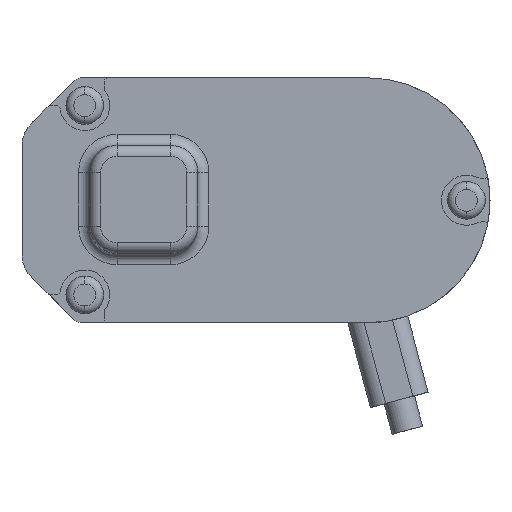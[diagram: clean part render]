
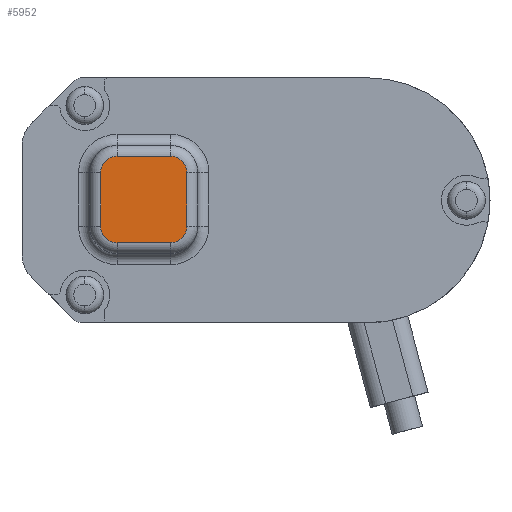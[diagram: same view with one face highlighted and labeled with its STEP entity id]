
A CAD part, front view. The second image highlights one B-rep face of the part: STEP entity #5952.
In plain terms, the highlighted planar face has unit normal (0, -1, 0).
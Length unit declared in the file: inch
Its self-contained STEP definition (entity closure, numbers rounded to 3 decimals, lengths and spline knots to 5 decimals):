
#171 = ORIENTED_EDGE ( 'NONE', *, *, #7434, .T. ) ;
#371 = EDGE_CURVE ( 'NONE', #9858, #7035, #5102, .T. ) ;
#442 = EDGE_CURVE ( 'NONE', #3620, #2480, #4960, .T. ) ;
#452 = CARTESIAN_POINT ( 'NONE',  ( 0.605, -0.75, -0.945 ) ) ;
#1386 = DIRECTION ( 'NONE',  ( 0., 0., -1. ) ) ;
#1461 = EDGE_CURVE ( 'NONE', #6435, #9858, #6747, .T. ) ;
#1503 = CARTESIAN_POINT ( 'NONE',  ( 0.5, -0.75, -0.945 ) ) ;
#2294 = CARTESIAN_POINT ( 'NONE',  ( 0.945, -0.75, -0.5 ) ) ;
#2361 = ORIENTED_EDGE ( 'NONE', *, *, #11449, .T. ) ;
#2436 = LINE ( 'NONE', #5029, #4578 ) ;
#2440 = DIRECTION ( 'NONE',  ( 0., -1., 0. ) ) ;
#2480 = VERTEX_POINT ( 'NONE', #2294 ) ;
#2487 = CARTESIAN_POINT ( 'NONE',  ( 0.605, -0.75, -0.605 ) ) ;
#2811 = CIRCLE ( 'NONE', #5121, 0.105 ) ;
#3223 = ORIENTED_EDGE ( 'NONE', *, *, #9753, .T. ) ;
#3292 = DIRECTION ( 'NONE',  ( 0., 0., -1. ) ) ;
#3407 = DIRECTION ( 'NONE',  ( 0., 0., -1. ) ) ;
#3620 = VERTEX_POINT ( 'NONE', #7112 ) ;
#3652 = ORIENTED_EDGE ( 'NONE', *, *, #4151, .T. ) ;
#3704 = CARTESIAN_POINT ( 'NONE',  ( 0.5, -0.75, -0.605 ) ) ;
#3886 = VECTOR ( 'NONE', #10959, 39.37008 ) ;
#3982 = CARTESIAN_POINT ( 'NONE',  ( 0.945, -0.75, -1.05 ) ) ;
#4151 = EDGE_CURVE ( 'NONE', #2480, #9308, #2436, .T. ) ;
#4294 = FACE_OUTER_BOUND ( 'NONE', #4346, .T. ) ;
#4346 = EDGE_LOOP ( 'NONE', ( #5472, #3652, #6329, #2361, #171, #7475, #7761, #3223 ) ) ;
#4578 = VECTOR ( 'NONE', #11368, 39.37008 ) ;
#4628 = CARTESIAN_POINT ( 'NONE',  ( 1.05, -0.75, -0.605 ) ) ;
#4826 = CARTESIAN_POINT ( 'NONE',  ( 0.945, -0.75, -1.05 ) ) ;
#4960 = CIRCLE ( 'NONE', #6670, 0.105 ) ;
#5029 = CARTESIAN_POINT ( 'NONE',  ( 0.605, -0.75, -0.5 ) ) ;
#5102 = CIRCLE ( 'NONE', #10552, 0.105 ) ;
#5121 = AXIS2_PLACEMENT_3D ( 'NONE', #7883, #2440, #8786 ) ;
#5472 = ORIENTED_EDGE ( 'NONE', *, *, #442, .T. ) ;
#5609 = DIRECTION ( 'NONE',  ( 0., -1., 0. ) ) ;
#5807 = DIRECTION ( 'NONE',  ( 0., 0., -1. ) ) ;
#5842 = DIRECTION ( 'NONE',  ( 0., -1., 0. ) ) ;
#5952 = ADVANCED_FACE ( 'NONE', ( #4294 ), #9717, .T. ) ;
#6329 = ORIENTED_EDGE ( 'NONE', *, *, #8988, .T. ) ;
#6331 = AXIS2_PLACEMENT_3D ( 'NONE', #452, #6845, #1386 ) ;
#6435 = VERTEX_POINT ( 'NONE', #11232 ) ;
#6600 = LINE ( 'NONE', #7826, #9018 ) ;
#6670 = AXIS2_PLACEMENT_3D ( 'NONE', #10445, #5842, #5807 ) ;
#6747 = LINE ( 'NONE', #3982, #8866 ) ;
#6845 = DIRECTION ( 'NONE',  ( 0., -1., 0. ) ) ;
#6986 = CARTESIAN_POINT ( 'NONE',  ( 1.05, -0.75, -0.945 ) ) ;
#7035 = VERTEX_POINT ( 'NONE', #6986 ) ;
#7112 = CARTESIAN_POINT ( 'NONE',  ( 1.05, -0.75, -0.605 ) ) ;
#7218 = CARTESIAN_POINT ( 'NONE',  ( 0.605, -0.75, -0.5 ) ) ;
#7434 = EDGE_CURVE ( 'NONE', #9597, #6435, #8034, .T. ) ;
#7475 = ORIENTED_EDGE ( 'NONE', *, *, #1461, .T. ) ;
#7761 = ORIENTED_EDGE ( 'NONE', *, *, #371, .T. ) ;
#7826 = CARTESIAN_POINT ( 'NONE',  ( 0.5, -0.75, -0.945 ) ) ;
#7883 = CARTESIAN_POINT ( 'NONE',  ( 0.605, -0.75, -0.605 ) ) ;
#8034 = CIRCLE ( 'NONE', #6331, 0.105 ) ;
#8786 = DIRECTION ( 'NONE',  ( 0., 0., -1. ) ) ;
#8822 = DIRECTION ( 'NONE',  ( 0., -1., 0. ) ) ;
#8866 = VECTOR ( 'NONE', #8918, 39.37008 ) ;
#8918 = DIRECTION ( 'NONE',  ( 1., 0., 0. ) ) ;
#8988 = EDGE_CURVE ( 'NONE', #9308, #10150, #2811, .T. ) ;
#9018 = VECTOR ( 'NONE', #3292, 39.37008 ) ;
#9308 = VERTEX_POINT ( 'NONE', #7218 ) ;
#9597 = VERTEX_POINT ( 'NONE', #1503 ) ;
#9717 = PLANE ( 'NONE',  #11496 ) ;
#9753 = EDGE_CURVE ( 'NONE', #7035, #3620, #10829, .T. ) ;
#9858 = VERTEX_POINT ( 'NONE', #4826 ) ;
#10150 = VERTEX_POINT ( 'NONE', #3704 ) ;
#10445 = CARTESIAN_POINT ( 'NONE',  ( 0.945, -0.75, -0.605 ) ) ;
#10552 = AXIS2_PLACEMENT_3D ( 'NONE', #11211, #5609, #11123 ) ;
#10829 = LINE ( 'NONE', #4628, #3886 ) ;
#10959 = DIRECTION ( 'NONE',  ( 0., 0., 1. ) ) ;
#11123 = DIRECTION ( 'NONE',  ( 0., 0., -1. ) ) ;
#11211 = CARTESIAN_POINT ( 'NONE',  ( 0.945, -0.75, -0.945 ) ) ;
#11232 = CARTESIAN_POINT ( 'NONE',  ( 0.605, -0.75, -1.05 ) ) ;
#11368 = DIRECTION ( 'NONE',  ( -1., 0., 0. ) ) ;
#11449 = EDGE_CURVE ( 'NONE', #10150, #9597, #6600, .T. ) ;
#11496 = AXIS2_PLACEMENT_3D ( 'NONE', #2487, #8822, #3407 ) ;
